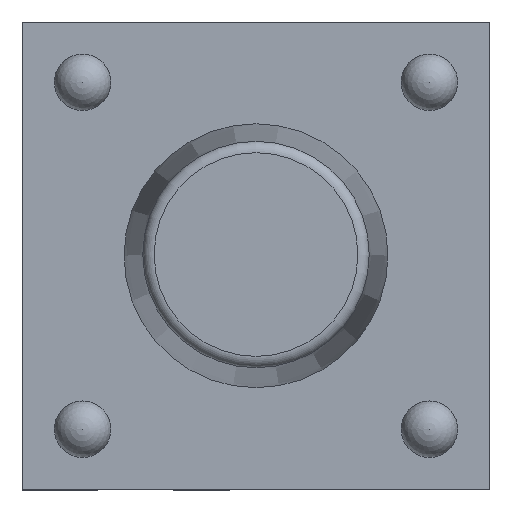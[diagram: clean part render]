
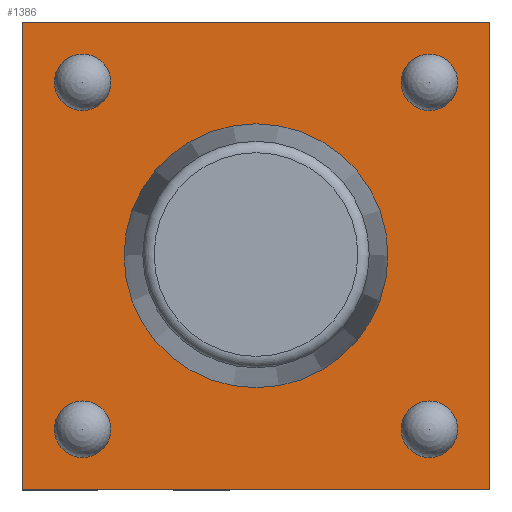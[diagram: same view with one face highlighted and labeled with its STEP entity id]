
A CAD part, top view. The second image highlights one B-rep face of the part: STEP entity #1386.
In plain terms, the highlighted planar face has unit normal (0, 0, 1).
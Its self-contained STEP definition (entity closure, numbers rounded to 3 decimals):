
#18=FACE_BOUND('',#572,.T.);
#19=FACE_BOUND('',#573,.T.);
#20=FACE_BOUND('',#574,.T.);
#21=FACE_BOUND('',#575,.T.);
#22=FACE_BOUND('',#576,.T.);
#78=PLANE('',#1495);
#247=LINE('',#2240,#419);
#248=LINE('',#2242,#420);
#249=LINE('',#2244,#421);
#250=LINE('',#2245,#422);
#419=VECTOR('',#1835,10.);
#420=VECTOR('',#1836,10.);
#421=VECTOR('',#1837,10.);
#422=VECTOR('',#1838,10.);
#497=FACE_OUTER_BOUND('',#571,.T.);
#571=EDGE_LOOP('',(#1271,#1272,#1273,#1274));
#572=EDGE_LOOP('',(#1275));
#573=EDGE_LOOP('',(#1276));
#574=EDGE_LOOP('',(#1277));
#575=EDGE_LOOP('',(#1278));
#576=EDGE_LOOP('',(#1279));
#589=CIRCLE('',#1421,0.375);
#593=CIRCLE('',#1427,0.375);
#597=CIRCLE('',#1433,0.375);
#601=CIRCLE('',#1439,0.375);
#602=CIRCLE('',#1496,1.75);
#611=VERTEX_POINT('',#1884);
#615=VERTEX_POINT('',#1895);
#619=VERTEX_POINT('',#1906);
#623=VERTEX_POINT('',#1917);
#728=VERTEX_POINT('',#2238);
#729=VERTEX_POINT('',#2239);
#730=VERTEX_POINT('',#2241);
#731=VERTEX_POINT('',#2243);
#732=VERTEX_POINT('',#2246);
#741=EDGE_CURVE('',#611,#611,#589,.T.);
#746=EDGE_CURVE('',#615,#615,#593,.T.);
#751=EDGE_CURVE('',#619,#619,#597,.T.);
#756=EDGE_CURVE('',#623,#623,#601,.T.);
#915=EDGE_CURVE('',#728,#729,#247,.T.);
#916=EDGE_CURVE('',#730,#728,#248,.T.);
#917=EDGE_CURVE('',#731,#730,#249,.T.);
#918=EDGE_CURVE('',#729,#731,#250,.T.);
#919=EDGE_CURVE('',#732,#732,#602,.T.);
#1271=ORIENTED_EDGE('',*,*,#915,.F.);
#1272=ORIENTED_EDGE('',*,*,#916,.F.);
#1273=ORIENTED_EDGE('',*,*,#917,.F.);
#1274=ORIENTED_EDGE('',*,*,#918,.F.);
#1275=ORIENTED_EDGE('',*,*,#919,.T.);
#1276=ORIENTED_EDGE('',*,*,#746,.F.);
#1277=ORIENTED_EDGE('',*,*,#751,.F.);
#1278=ORIENTED_EDGE('',*,*,#741,.F.);
#1279=ORIENTED_EDGE('',*,*,#756,.F.);
#1386=ADVANCED_FACE('',(#497,#18,#19,#20,#21,#22),#78,.T.);
#1421=AXIS2_PLACEMENT_3D('',#1886,#1524,#1525);
#1427=AXIS2_PLACEMENT_3D('',#1897,#1537,#1538);
#1433=AXIS2_PLACEMENT_3D('',#1908,#1550,#1551);
#1439=AXIS2_PLACEMENT_3D('',#1919,#1563,#1564);
#1495=AXIS2_PLACEMENT_3D('',#2237,#1833,#1834);
#1496=AXIS2_PLACEMENT_3D('',#2247,#1839,#1840);
#1524=DIRECTION('center_axis',(0.,0.,
1.));
#1525=DIRECTION('ref_axis',(-1.,0.,0.));
#1537=DIRECTION('center_axis',(0.,0.,
1.));
#1538=DIRECTION('ref_axis',(-1.,0.,0.));
#1550=DIRECTION('center_axis',(0.,0.,
1.));
#1551=DIRECTION('ref_axis',(-1.,0.,0.));
#1563=DIRECTION('center_axis',(0.,0.,
1.));
#1564=DIRECTION('ref_axis',(-1.,0.,0.));
#1833=DIRECTION('center_axis',(0.,0.,
1.));
#1834=DIRECTION('ref_axis',(1.,0.,0.));
#1835=DIRECTION('',(0.,-1.,0.));
#1836=DIRECTION('',(1.,0.,0.));
#1837=DIRECTION('',(0.,1.,0.));
#1838=DIRECTION('',(-1.,0.,0.));
#1839=DIRECTION('center_axis',(0.,0.,
-1.));
#1840=DIRECTION('ref_axis',(-1.,0.,0.));
#1884=CARTESIAN_POINT('',(2.675,2.3,1.76));
#1886=CARTESIAN_POINT('Origin',(2.3,2.3,1.76));
#1895=CARTESIAN_POINT('',(2.675,-2.3,1.76));
#1897=CARTESIAN_POINT('Origin',(2.3,-2.3,1.76));
#1906=CARTESIAN_POINT('',(-1.925,-2.3,1.76));
#1908=CARTESIAN_POINT('Origin',(-2.3,-2.3,1.76));
#1917=CARTESIAN_POINT('',(-1.925,2.3,1.76));
#1919=CARTESIAN_POINT('Origin',(-2.3,2.3,1.76));
#2237=CARTESIAN_POINT('Origin',(0.,0.,
1.76));
#2238=CARTESIAN_POINT('',(3.1,3.1,1.76));
#2239=CARTESIAN_POINT('',(3.1,-3.1,1.76));
#2240=CARTESIAN_POINT('',(3.1,3.1,1.76));
#2241=CARTESIAN_POINT('',(-3.1,3.1,1.76));
#2242=CARTESIAN_POINT('',(-3.1,3.1,1.76));
#2243=CARTESIAN_POINT('',(-3.1,-3.1,1.76));
#2244=CARTESIAN_POINT('',(-3.1,-3.1,1.76));
#2245=CARTESIAN_POINT('',(3.1,-3.1,1.76));
#2246=CARTESIAN_POINT('',(1.75,0.,1.76));
#2247=CARTESIAN_POINT('Origin',(0.,0.,
1.76));
